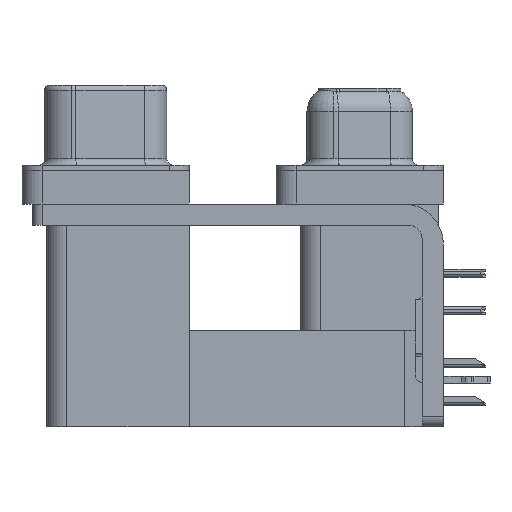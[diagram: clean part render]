
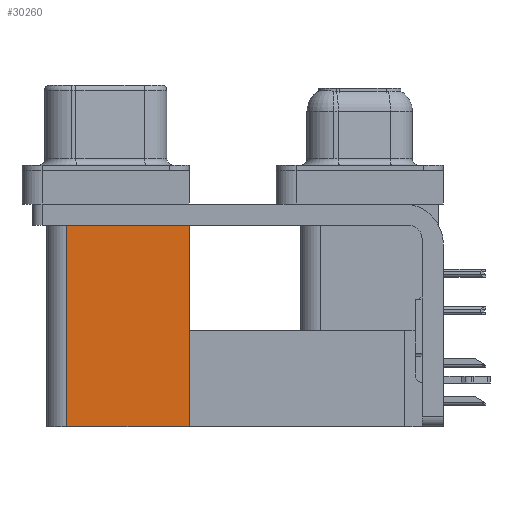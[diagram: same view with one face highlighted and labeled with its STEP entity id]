
A CAD part, left-side view. The second image highlights one B-rep face of the part: STEP entity #30260.
In plain terms, the highlighted planar face has unit normal (-1, 0, 0).
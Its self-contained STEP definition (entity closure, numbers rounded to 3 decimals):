
#229 = VERTEX_POINT ( 'NONE', #20301 ) ;
#336 = LINE ( 'NONE', #40553, #11231 ) ;
#754 = EDGE_CURVE ( 'NONE', #39434, #10245, #36325, .T. ) ;
#2935 = DIRECTION ( 'NONE',  ( 0., 0., 1. ) ) ;
#4039 = DIRECTION ( 'NONE',  ( 0., 0., 1. ) ) ;
#5125 = EDGE_CURVE ( 'NONE', #229, #10245, #336, .T. ) ;
#6933 = DIRECTION ( 'NONE',  ( 1., 0., 0. ) ) ;
#7156 = DIRECTION ( 'NONE',  ( 0., 1., 0. ) ) ;
#8258 = CARTESIAN_POINT ( 'NONE',  ( 3.765, 12.775, -19.2 ) ) ;
#10245 = VERTEX_POINT ( 'NONE', #31223 ) ;
#10405 = LINE ( 'NONE', #37011, #18813 ) ;
#11231 = VECTOR ( 'NONE', #7156, 1000. ) ;
#13554 = CARTESIAN_POINT ( 'NONE',  ( 3.765, 21.975, -19.2 ) ) ;
#18379 = VERTEX_POINT ( 'NONE', #36168 ) ;
#18813 = VECTOR ( 'NONE', #4039, 1000. ) ;
#19600 = CARTESIAN_POINT ( 'NONE',  ( 3.765, 21.975, -19.2 ) ) ;
#20301 = CARTESIAN_POINT ( 'NONE',  ( 3.765, 12.775, -2.5 ) ) ;
#20621 = VECTOR ( 'NONE', #2935, 1000. ) ;
#26469 = ORIENTED_EDGE ( 'NONE', *, *, #41970, .T. ) ;
#29098 = EDGE_LOOP ( 'NONE', ( #34954, #40351, #36021, #26469 ) ) ;
#30260 = ADVANCED_FACE ( 'NONE', ( #40113 ), #43008, .F. ) ;
#31223 = CARTESIAN_POINT ( 'NONE',  ( 3.765, 21.975, -2.5 ) ) ;
#32457 = VECTOR ( 'NONE', #41889, 1000. ) ;
#32997 = EDGE_CURVE ( 'NONE', #18379, #39434, #41454, .T. ) ;
#34954 = ORIENTED_EDGE ( 'NONE', *, *, #5125, .T. ) ;
#36021 = ORIENTED_EDGE ( 'NONE', *, *, #32997, .F. ) ;
#36168 = CARTESIAN_POINT ( 'NONE',  ( 3.765, 12.775, -19.2 ) ) ;
#36325 = LINE ( 'NONE', #19600, #20621 ) ;
#37011 = CARTESIAN_POINT ( 'NONE',  ( 3.765, 12.775, -19.2 ) ) ;
#37034 = DIRECTION ( 'NONE',  ( 0., 0., -1. ) ) ;
#37930 = AXIS2_PLACEMENT_3D ( 'NONE', #39889, #6933, #37034 ) ;
#39434 = VERTEX_POINT ( 'NONE', #13554 ) ;
#39889 = CARTESIAN_POINT ( 'NONE',  ( 3.765, 12.775, -19.2 ) ) ;
#40113 = FACE_OUTER_BOUND ( 'NONE', #29098, .T. ) ;
#40351 = ORIENTED_EDGE ( 'NONE', *, *, #754, .F. ) ;
#40553 = CARTESIAN_POINT ( 'NONE',  ( 3.765, 12.775, -2.5 ) ) ;
#41454 = LINE ( 'NONE', #8258, #32457 ) ;
#41889 = DIRECTION ( 'NONE',  ( 0., 1., 0. ) ) ;
#41970 = EDGE_CURVE ( 'NONE', #18379, #229, #10405, .T. ) ;
#43008 = PLANE ( 'NONE',  #37930 ) ;
